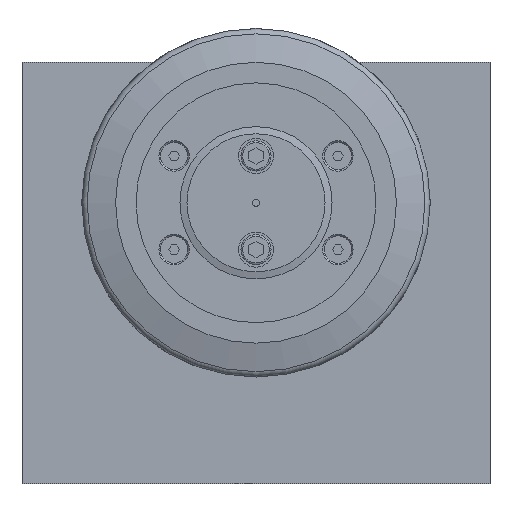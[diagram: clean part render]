
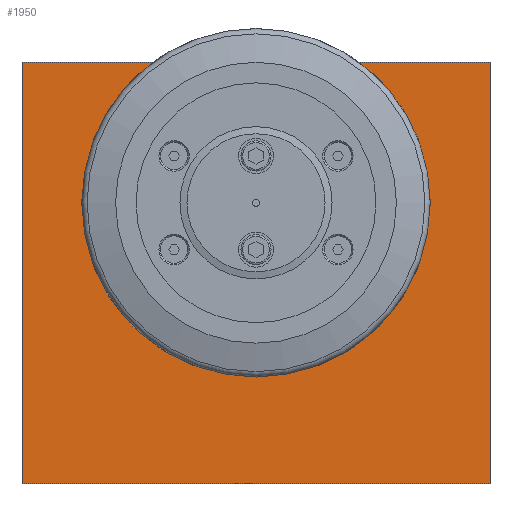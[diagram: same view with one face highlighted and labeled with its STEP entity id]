
A CAD part, front view. The second image highlights one B-rep face of the part: STEP entity #1950.
In plain terms, the highlighted planar face has unit normal (0, -1, 0).
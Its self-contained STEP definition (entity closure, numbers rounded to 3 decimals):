
#59=FACE_BOUND('',#368,.T.);
#141=CIRCLE('',#2142,51.5);
#142=CIRCLE('',#2143,51.5);
#243=FACE_OUTER_BOUND('',#367,.T.);
#367=EDGE_LOOP('',(#1636,#1637,#1638,#1639));
#368=EDGE_LOOP('',(#1640,#1641));
#532=LINE('',#3206,#718);
#533=LINE('',#3208,#719);
#534=LINE('',#3210,#720);
#535=LINE('',#3211,#721);
#718=VECTOR('',#2615,10.);
#719=VECTOR('',#2616,10.);
#720=VECTOR('',#2617,10.);
#721=VECTOR('',#2618,10.);
#915=VERTEX_POINT('',#3197);
#916=VERTEX_POINT('',#3199);
#917=VERTEX_POINT('',#3204);
#918=VERTEX_POINT('',#3205);
#919=VERTEX_POINT('',#3207);
#920=VERTEX_POINT('',#3209);
#1165=EDGE_CURVE('',#916,#915,#141,.T.);
#1166=EDGE_CURVE('',#915,#916,#142,.T.);
#1167=EDGE_CURVE('',#917,#918,#532,.T.);
#1168=EDGE_CURVE('',#919,#918,#533,.T.);
#1169=EDGE_CURVE('',#920,#919,#534,.T.);
#1170=EDGE_CURVE('',#920,#917,#535,.T.);
#1636=ORIENTED_EDGE('',*,*,#1167,.T.);
#1637=ORIENTED_EDGE('',*,*,#1168,.F.);
#1638=ORIENTED_EDGE('',*,*,#1169,.F.);
#1639=ORIENTED_EDGE('',*,*,#1170,.T.);
#1640=ORIENTED_EDGE('',*,*,#1165,.T.);
#1641=ORIENTED_EDGE('',*,*,#1166,.T.);
#1852=PLANE('',#2145);
#1950=ADVANCED_FACE('',(#243,#59),#1852,.T.);
#2142=AXIS2_PLACEMENT_3D('',#3200,#2607,#2608);
#2143=AXIS2_PLACEMENT_3D('',#3201,#2609,#2610);
#2145=AXIS2_PLACEMENT_3D('',#3203,#2613,#2614);
#2607=DIRECTION('center_axis',(0.,1.,0.));
#2608=DIRECTION('ref_axis',(1.,0.,0.));
#2609=DIRECTION('center_axis',(0.,1.,0.));
#2610=DIRECTION('ref_axis',(1.,0.,0.));
#2613=DIRECTION('center_axis',(0.,-1.,0.));
#2614=DIRECTION('ref_axis',(0.,0.,-1.));
#2615=DIRECTION('',(0.,0.,1.));
#2616=DIRECTION('',(1.,0.,0.));
#2617=DIRECTION('',(0.,0.,1.));
#2618=DIRECTION('',(1.,0.,0.));
#3197=CARTESIAN_POINT('',(48.5,0.,120.));
#3199=CARTESIAN_POINT('',(151.5,0.,120.));
#3200=CARTESIAN_POINT('Origin',(100.,0.,120.));
#3201=CARTESIAN_POINT('Origin',(100.,0.,120.));
#3203=CARTESIAN_POINT('Origin',(0.,0.,0.));
#3204=CARTESIAN_POINT('',(200.,0.,0.));
#3205=CARTESIAN_POINT('',(200.,0.,180.));
#3206=CARTESIAN_POINT('',(200.,0.,0.));
#3207=CARTESIAN_POINT('',(0.,0.,180.));
#3208=CARTESIAN_POINT('',(0.,0.,180.));
#3209=CARTESIAN_POINT('',(0.,0.,0.));
#3210=CARTESIAN_POINT('',(0.,0.,0.));
#3211=CARTESIAN_POINT('',(0.,0.,0.));
